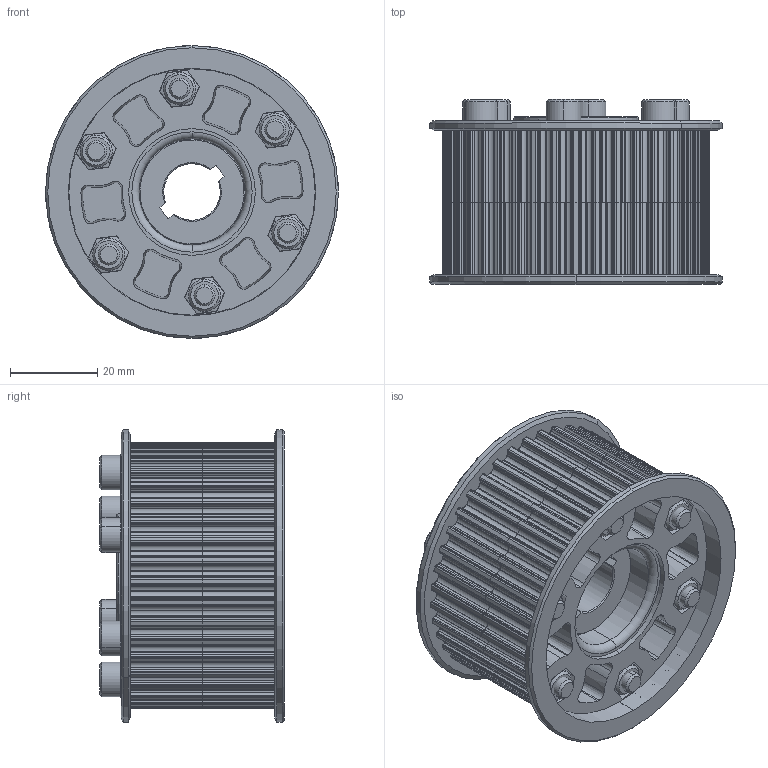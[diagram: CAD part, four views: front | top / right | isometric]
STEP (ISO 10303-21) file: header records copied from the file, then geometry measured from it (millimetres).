
FILE_DESCRIPTION (( 'STEP AP203' ), '1' );
FILE_NAME ('39 tooth pulley assembly.STEP', '2013-03-13T17:11:48', ( '' ), ( '' ), 'SwSTEP 2.0', 'SolidWorks 2010', '' );
FILE_SCHEMA (( 'CONFIG_CONTROL_DESIGN' ));
Length unit declared in the file: inch
Products named in the file (5): 39 tooth pulley assembly; 39 tooth HTD Double Pulley half; 500EX Key Hub; M5 Nylock Nut; 10-32x1375_shcs_HX-SHCS 0.19-32x1.375x1-C
Assembly tree (15 placements, depth 2):
  39 tooth pulley assembly
    500EX Key Hub
    M5 Nylock Nut  x6
    10-32x1375_shcs_HX-SHCS 0.19-32x1.375x1-C  x6
    39 tooth HTD Double Pulley half  x2
Bounding box: 66.99 x 42.21 x 66.99 mm (x, y, z)
Volume: 73079.6 mm3; surface area: 47521.3 mm2
Topology: 15 solids, 15 shells, 2015 faces, 5697 edges, 3745 vertices
Faces by surface type: cylinder 1372, plane 345, cone 282, torus 16
Entity records: 33587 total; most frequent: DIRECTION 6334, CARTESIAN_POINT 5764, ORIENTED_EDGE 5558, EDGE_CURVE 2779, AXIS2_PLACEMENT_3D 2602, VERTEX_POINT 1840, CIRCLE 1617, VECTOR 1130
